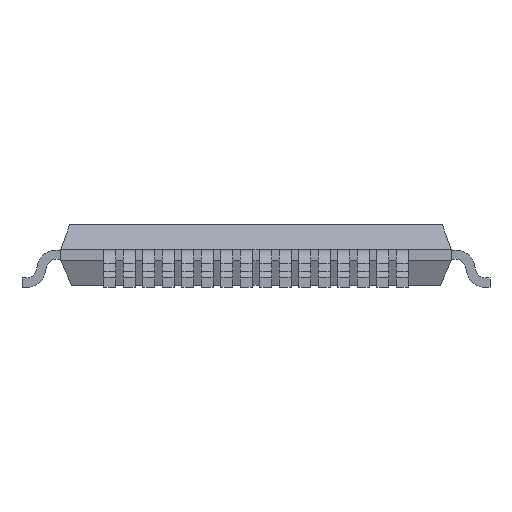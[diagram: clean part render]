
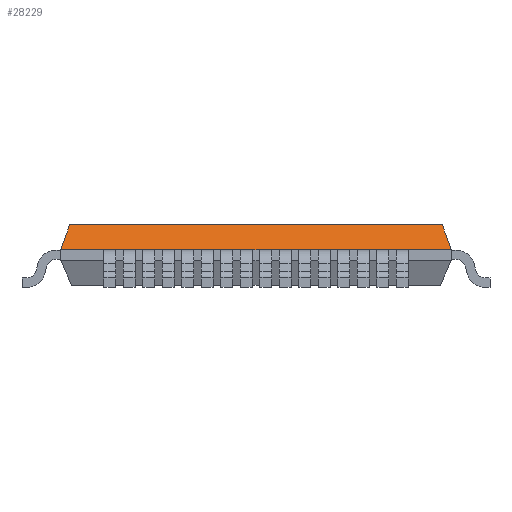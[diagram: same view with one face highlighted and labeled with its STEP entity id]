
A CAD part, front view. The second image highlights one B-rep face of the part: STEP entity #28229.
In plain terms, the highlighted planar face has unit normal (0, -0.94, 0.34).
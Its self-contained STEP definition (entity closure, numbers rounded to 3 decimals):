
#54 = DIRECTION ( 'NONE',  ( 0., -0.94, 0.34 ) ) ;
#4552 = LINE ( 'NONE', #10664, #7241 ) ;
#5805 = CARTESIAN_POINT ( 'NONE',  ( 5.004, -5.004, 0.968 ) ) ;
#7059 = B_SPLINE_CURVE_WITH_KNOTS ( 'NONE', 3,
 ( #24386, #14592, #34689, #37844 ),
 .UNSPECIFIED., .F., .F.,
 ( 4, 4 ),
 ( 0., 1. ),
 .UNSPECIFIED. ) ;
#7241 = VECTOR ( 'NONE', #10946, 1000. ) ;
#10664 = CARTESIAN_POINT ( 'NONE',  ( 5.004, -5.004, 0.968 ) ) ;
#10946 = DIRECTION ( 'NONE',  ( -1., 0., 0. ) ) ;
#12065 = VERTEX_POINT ( 'NONE', #33072 ) ;
#14464 = VERTEX_POINT ( 'NONE', #29284 ) ;
#14592 = CARTESIAN_POINT ( 'NONE',  ( 1.592, -4.775, 1.6 ) ) ;
#15961 = CARTESIAN_POINT ( 'NONE',  ( -5.004, -5.004, 0.968 ) ) ;
#16367 = CARTESIAN_POINT ( 'NONE',  ( 4.852, -4.851, 1.389 ) ) ;
#16841 = EDGE_LOOP ( 'NONE', ( #30496, #39287, #39816, #30389 ) ) ;
#18879 = CARTESIAN_POINT ( 'NONE',  ( -5.004, -5.004, 0.968 ) ) ;
#20256 = PLANE ( 'NONE',  #24254 ) ;
#23872 = B_SPLINE_CURVE_WITH_KNOTS ( 'NONE', 3,
 ( #18879, #35181, #28363, #41824 ),
 .UNSPECIFIED., .F., .F.,
 ( 4, 4 ),
 ( 0., 1. ),
 .UNSPECIFIED. ) ;
#24254 = AXIS2_PLACEMENT_3D ( 'NONE', #33208, #54, #29749 ) ;
#24386 = CARTESIAN_POINT ( 'NONE',  ( 4.775, -4.775, 1.6 ) ) ;
#25404 = VERTEX_POINT ( 'NONE', #33999 ) ;
#26256 = CARTESIAN_POINT ( 'NONE',  ( 4.928, -4.927, 1.179 ) ) ;
#28229 = ADVANCED_FACE ( 'NONE', ( #35522 ), #20256, .T. ) ;
#28363 = CARTESIAN_POINT ( 'NONE',  ( -4.852, -4.852, 1.389 ) ) ;
#29274 = EDGE_CURVE ( 'NONE', #25404, #37634, #4552, .T. ) ;
#29284 = CARTESIAN_POINT ( 'NONE',  ( 4.775, -4.775, 1.6 ) ) ;
#29749 = DIRECTION ( 'NONE',  ( -1., 0., 0. ) ) ;
#30389 = ORIENTED_EDGE ( 'NONE', *, *, #30515, .F. ) ;
#30496 = ORIENTED_EDGE ( 'NONE', *, *, #29274, .F. ) ;
#30515 = EDGE_CURVE ( 'NONE', #37634, #12065, #23872, .T. ) ;
#30866 = EDGE_CURVE ( 'NONE', #14464, #12065, #7059, .T. ) ;
#32393 = EDGE_CURVE ( 'NONE', #14464, #25404, #36119, .T. ) ;
#33072 = CARTESIAN_POINT ( 'NONE',  ( -4.775, -4.775, 1.6 ) ) ;
#33208 = CARTESIAN_POINT ( 'NONE',  ( -5.004, -5.004, 0.968 ) ) ;
#33999 = CARTESIAN_POINT ( 'NONE',  ( 5.004, -5.004, 0.968 ) ) ;
#34689 = CARTESIAN_POINT ( 'NONE',  ( -1.592, -4.775, 1.6 ) ) ;
#35181 = CARTESIAN_POINT ( 'NONE',  ( -4.928, -4.928, 1.179 ) ) ;
#35522 = FACE_OUTER_BOUND ( 'NONE', #16841, .T. ) ;
#36119 = B_SPLINE_CURVE_WITH_KNOTS ( 'NONE', 3,
 ( #39583, #16367, #26256, #5805 ),
 .UNSPECIFIED., .F., .F.,
 ( 4, 4 ),
 ( 0., 1. ),
 .UNSPECIFIED. ) ;
#37634 = VERTEX_POINT ( 'NONE', #15961 ) ;
#37844 = CARTESIAN_POINT ( 'NONE',  ( -4.775, -4.775, 1.6 ) ) ;
#39287 = ORIENTED_EDGE ( 'NONE', *, *, #32393, .F. ) ;
#39583 = CARTESIAN_POINT ( 'NONE',  ( 4.775, -4.775, 1.6 ) ) ;
#39816 = ORIENTED_EDGE ( 'NONE', *, *, #30866, .T. ) ;
#41824 = CARTESIAN_POINT ( 'NONE',  ( -4.775, -4.775, 1.6 ) ) ;
